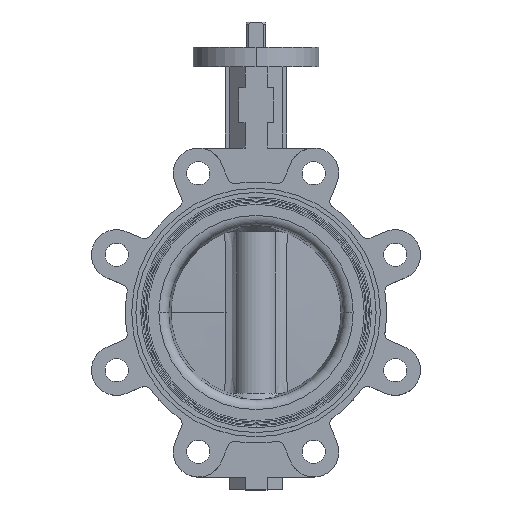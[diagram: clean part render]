
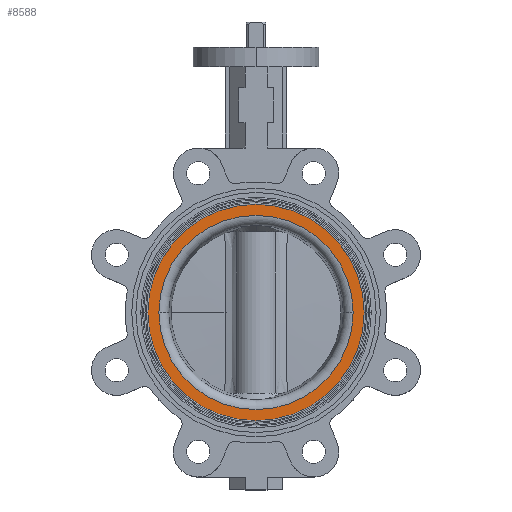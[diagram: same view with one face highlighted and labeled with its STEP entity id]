
A CAD part, top view. The second image highlights one B-rep face of the part: STEP entity #8588.
In plain terms, the highlighted planar face has unit normal (0, 0, 1).
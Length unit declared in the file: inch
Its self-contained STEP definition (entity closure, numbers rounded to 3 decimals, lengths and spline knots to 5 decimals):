
#829 = CIRCLE ( 'NONE', #2723, 3.05118 ) ;
#1753 = CIRCLE ( 'NONE', #5308, 2.73754 ) ;
#2719 = EDGE_CURVE ( 'NONE', #9933, #6683, #13530, .T. ) ;
#2723 = AXIS2_PLACEMENT_3D ( 'NONE', #9594, #10488, #2804 ) ;
#2804 = DIRECTION ( 'NONE',  ( 1., 0., 0. ) ) ;
#3857 = CARTESIAN_POINT ( 'NONE',  ( 0.43998, 4.17215, 4.88841 ) ) ;
#4743 = DIRECTION ( 'NONE',  ( 0., 0., 1. ) ) ;
#5308 = AXIS2_PLACEMENT_3D ( 'NONE', #6580, #12313, #9757 ) ;
#5538 = CARTESIAN_POINT ( 'NONE',  ( 6.87699, 4.17215, 4.88841 ) ) ;
#5703 = DIRECTION ( 'NONE',  ( 1., 0., 0. ) ) ;
#6580 = CARTESIAN_POINT ( 'NONE',  ( 3.82581, 4.17215, 4.88841 ) ) ;
#6683 = VERTEX_POINT ( 'NONE', #5538 ) ;
#6916 = CARTESIAN_POINT ( 'NONE',  ( 6.56335, 4.17215, 4.88841 ) ) ;
#7946 = CARTESIAN_POINT ( 'NONE',  ( 3.82581, 4.17215, 4.88841 ) ) ;
#8146 = EDGE_CURVE ( 'NONE', #11098, #9087, #1753, .T. ) ;
#8189 = EDGE_CURVE ( 'NONE', #9087, #11098, #12212, .T. ) ;
#8588 = ADVANCED_FACE ( 'NONE', ( #11685, #12799 ), #13095, .F. ) ;
#8781 = EDGE_CURVE ( 'NONE', #6683, #9933, #829, .T. ) ;
#8905 = DIRECTION ( 'NONE',  ( -1., 0., 0. ) ) ;
#9087 = VERTEX_POINT ( 'NONE', #6916 ) ;
#9276 = ORIENTED_EDGE ( 'NONE', *, *, #8146, .T. ) ;
#9389 = AXIS2_PLACEMENT_3D ( 'NONE', #3857, #12950, #14054 ) ;
#9589 = ORIENTED_EDGE ( 'NONE', *, *, #8781, .T. ) ;
#9594 = CARTESIAN_POINT ( 'NONE',  ( 3.82581, 4.17215, 4.88841 ) ) ;
#9757 = DIRECTION ( 'NONE',  ( -1., 0., 0. ) ) ;
#9933 = VERTEX_POINT ( 'NONE', #13714 ) ;
#10101 = DIRECTION ( 'NONE',  ( 0., 0., -1. ) ) ;
#10417 = EDGE_LOOP ( 'NONE', ( #9276, #12098 ) ) ;
#10488 = DIRECTION ( 'NONE',  ( 0., 0., 1. ) ) ;
#11098 = VERTEX_POINT ( 'NONE', #14384 ) ;
#11170 = AXIS2_PLACEMENT_3D ( 'NONE', #7946, #4743, #5703 ) ;
#11685 = FACE_OUTER_BOUND ( 'NONE', #12874, .T. ) ;
#11906 = CARTESIAN_POINT ( 'NONE',  ( 3.82581, 4.17215, 4.88841 ) ) ;
#12098 = ORIENTED_EDGE ( 'NONE', *, *, #8189, .T. ) ;
#12212 = CIRCLE ( 'NONE', #13165, 2.73754 ) ;
#12313 = DIRECTION ( 'NONE',  ( 0., 0., -1. ) ) ;
#12799 = FACE_BOUND ( 'NONE', #10417, .T. ) ;
#12874 = EDGE_LOOP ( 'NONE', ( #12913, #9589 ) ) ;
#12913 = ORIENTED_EDGE ( 'NONE', *, *, #2719, .T. ) ;
#12950 = DIRECTION ( 'NONE',  ( 0., 0., -1. ) ) ;
#13095 = PLANE ( 'NONE',  #9389 ) ;
#13165 = AXIS2_PLACEMENT_3D ( 'NONE', #11906, #10101, #8905 ) ;
#13530 = CIRCLE ( 'NONE', #11170, 3.05118 ) ;
#13714 = CARTESIAN_POINT ( 'NONE',  ( 0.77463, 4.17215, 4.88841 ) ) ;
#14054 = DIRECTION ( 'NONE',  ( 0., -1., 0. ) ) ;
#14384 = CARTESIAN_POINT ( 'NONE',  ( 1.08827, 4.17215, 4.88841 ) ) ;
